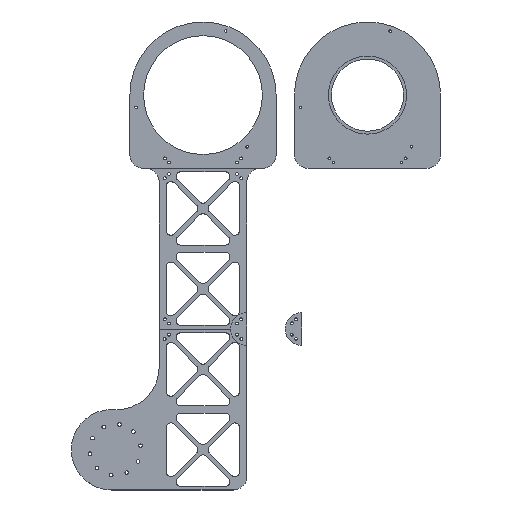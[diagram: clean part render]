
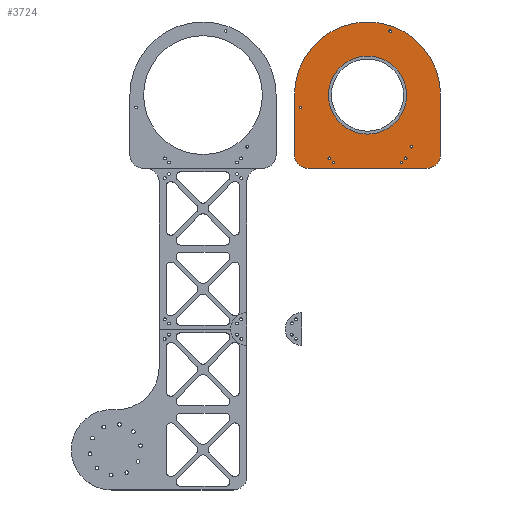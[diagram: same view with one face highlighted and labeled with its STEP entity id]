
A CAD part, top view. The second image highlights one B-rep face of the part: STEP entity #3724.
In plain terms, the highlighted planar face has unit normal (0, 0, 1).
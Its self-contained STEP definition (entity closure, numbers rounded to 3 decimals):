
#126=FACE_BOUND('',#682,.T.);
#127=FACE_BOUND('',#683,.T.);
#128=FACE_BOUND('',#684,.T.);
#129=FACE_BOUND('',#685,.T.);
#130=FACE_BOUND('',#686,.T.);
#131=FACE_BOUND('',#687,.T.);
#132=FACE_BOUND('',#688,.T.);
#133=FACE_BOUND('',#689,.T.);
#220=PLANE('',#4122);
#394=FACE_OUTER_BOUND('',#681,.T.);
#681=EDGE_LOOP('',(#3346,#3347,#3348,#3349,#3350,#3351));
#682=EDGE_LOOP('',(#3352));
#683=EDGE_LOOP('',(#3353));
#684=EDGE_LOOP('',(#3354));
#685=EDGE_LOOP('',(#3355));
#686=EDGE_LOOP('',(#3356));
#687=EDGE_LOOP('',(#3357));
#688=EDGE_LOOP('',(#3358));
#689=EDGE_LOOP('',(#3359));
#1004=LINE('',#6231,#1307);
#1005=LINE('',#6235,#1308);
#1006=LINE('',#6239,#1309);
#1307=VECTOR('',#5166,10.);
#1308=VECTOR('',#5169,10.);
#1309=VECTOR('',#5172,10.);
#1513=CIRCLE('',#4106,42.75);
#1516=CIRCLE('',#4111,1.5);
#1518=CIRCLE('',#4114,1.5);
#1520=CIRCLE('',#4117,1.5);
#1522=CIRCLE('',#4120,1.5);
#1524=CIRCLE('',#4123,15.);
#1525=CIRCLE('',#4124,80.);
#1526=CIRCLE('',#4125,15.);
#1527=CIRCLE('',#4126,1.4);
#1528=CIRCLE('',#4127,1.4);
#1529=CIRCLE('',#4128,1.4);
#1851=VERTEX_POINT('',#6196);
#1854=VERTEX_POINT('',#6205);
#1856=VERTEX_POINT('',#6211);
#1858=VERTEX_POINT('',#6217);
#1860=VERTEX_POINT('',#6223);
#1862=VERTEX_POINT('',#6229);
#1863=VERTEX_POINT('',#6230);
#1864=VERTEX_POINT('',#6232);
#1865=VERTEX_POINT('',#6234);
#1866=VERTEX_POINT('',#6236);
#1867=VERTEX_POINT('',#6238);
#1868=VERTEX_POINT('',#6241);
#1869=VERTEX_POINT('',#6243);
#1870=VERTEX_POINT('',#6245);
#2349=EDGE_CURVE('',#1851,#1851,#1513,.T.);
#2353=EDGE_CURVE('',#1854,#1854,#1516,.T.);
#2356=EDGE_CURVE('',#1856,#1856,#1518,.T.);
#2359=EDGE_CURVE('',#1858,#1858,#1520,.T.);
#2362=EDGE_CURVE('',#1860,#1860,#1522,.T.);
#2365=EDGE_CURVE('',#1862,#1863,#1004,.T.);
#2366=EDGE_CURVE('',#1864,#1862,#1524,.T.);
#2367=EDGE_CURVE('',#1864,#1865,#1005,.T.);
#2368=EDGE_CURVE('',#1865,#1866,#1525,.T.);
#2369=EDGE_CURVE('',#1866,#1867,#1006,.T.);
#2370=EDGE_CURVE('',#1863,#1867,#1526,.T.);
#2371=EDGE_CURVE('',#1868,#1868,#1527,.T.);
#2372=EDGE_CURVE('',#1869,#1869,#1528,.T.);
#2373=EDGE_CURVE('',#1870,#1870,#1529,.T.);
#3346=ORIENTED_EDGE('',*,*,#2365,.F.);
#3347=ORIENTED_EDGE('',*,*,#2366,.F.);
#3348=ORIENTED_EDGE('',*,*,#2367,.T.);
#3349=ORIENTED_EDGE('',*,*,#2368,.T.);
#3350=ORIENTED_EDGE('',*,*,#2369,.T.);
#3351=ORIENTED_EDGE('',*,*,#2370,.F.);
#3352=ORIENTED_EDGE('',*,*,#2349,.T.);
#3353=ORIENTED_EDGE('',*,*,#2353,.T.);
#3354=ORIENTED_EDGE('',*,*,#2356,.T.);
#3355=ORIENTED_EDGE('',*,*,#2359,.T.);
#3356=ORIENTED_EDGE('',*,*,#2362,.T.);
#3357=ORIENTED_EDGE('',*,*,#2371,.T.);
#3358=ORIENTED_EDGE('',*,*,#2372,.T.);
#3359=ORIENTED_EDGE('',*,*,#2373,.T.);
#3724=ADVANCED_FACE('',(#394,#126,#127,#128,#129,#130,#131,#132,#133),#220,
 .T.);
#4106=AXIS2_PLACEMENT_3D('',#6197,#5127,#5128);
#4111=AXIS2_PLACEMENT_3D('',#6206,#5138,#5139);
#4114=AXIS2_PLACEMENT_3D('',#6212,#5145,#5146);
#4117=AXIS2_PLACEMENT_3D('',#6218,#5152,#5153);
#4120=AXIS2_PLACEMENT_3D('',#6224,#5159,#5160);
#4122=AXIS2_PLACEMENT_3D('',#6228,#5164,#5165);
#4123=AXIS2_PLACEMENT_3D('',#6233,#5167,#5168);
#4124=AXIS2_PLACEMENT_3D('',#6237,#5170,#5171);
#4125=AXIS2_PLACEMENT_3D('',#6240,#5173,#5174);
#4126=AXIS2_PLACEMENT_3D('',#6242,#5175,#5176);
#4127=AXIS2_PLACEMENT_3D('',#6244,#5177,#5178);
#4128=AXIS2_PLACEMENT_3D('',#6246,#5179,#5180);
#5127=DIRECTION('center_axis',(0.,0.,-1.));
#5128=DIRECTION('ref_axis',(-1.,0.,0.));
#5138=DIRECTION('center_axis',(0.,0.,-1.));
#5139=DIRECTION('ref_axis',(1.,0.,0.));
#5145=DIRECTION('center_axis',(0.,0.,-1.));
#5146=DIRECTION('ref_axis',(1.,0.,0.));
#5152=DIRECTION('center_axis',(0.,0.,-1.));
#5153=DIRECTION('ref_axis',(-1.,0.,0.));
#5159=DIRECTION('center_axis',(0.,0.,-1.));
#5160=DIRECTION('ref_axis',(-1.,0.,0.));
#5164=DIRECTION('center_axis',(0.,0.,1.));
#5165=DIRECTION('ref_axis',(1.,0.,0.));
#5166=DIRECTION('',(-1.,0.,0.));
#5167=DIRECTION('center_axis',(0.,0.,-1.));
#5168=DIRECTION('ref_axis',(0.707,-0.707,0.));
#5169=DIRECTION('',(0.,1.,0.));
#5170=DIRECTION('center_axis',(0.,0.,1.));
#5171=DIRECTION('ref_axis',(1.,0.,0.));
#5172=DIRECTION('',(0.,-1.,0.));
#5173=DIRECTION('center_axis',(0.,0.,-1.));
#5174=DIRECTION('ref_axis',(-0.707,-0.707,0.));
#5175=DIRECTION('center_axis',(0.,0.,-1.));
#5176=DIRECTION('ref_axis',(0.5,0.866,0.));
#5177=DIRECTION('center_axis',(0.,0.,-1.));
#5178=DIRECTION('ref_axis',(0.5,-0.866,0.));
#5179=DIRECTION('center_axis',(0.,0.,-1.));
#5180=DIRECTION('ref_axis',(-1.,0.,0.));
#6196=CARTESIAN_POINT('',(270.75,436.,10.));
#6197=CARTESIAN_POINT('Origin',(228.,436.,10.));
#6205=CARTESIAN_POINT('',(189.325,362.25,10.));
#6206=CARTESIAN_POINT('Origin',(190.825,362.25,10.));
#6211=CARTESIAN_POINT('',(184.75,366.825,10.));
#6212=CARTESIAN_POINT('Origin',(186.25,366.825,10.));
#6217=CARTESIAN_POINT('',(266.675,362.25,10.));
#6218=CARTESIAN_POINT('Origin',(265.175,362.25,10.));
#6223=CARTESIAN_POINT('',(271.25,366.825,10.));
#6224=CARTESIAN_POINT('Origin',(269.75,366.825,10.));
#6228=CARTESIAN_POINT('Origin',(228.,48.,10.));
#6229=CARTESIAN_POINT('',(293.,356.,10.));
#6230=CARTESIAN_POINT('',(163.,356.,10.));
#6231=CARTESIAN_POINT('',(212.,356.,10.));
#6232=CARTESIAN_POINT('',(308.,371.,10.));
#6233=CARTESIAN_POINT('Origin',(293.,371.,10.));
#6234=CARTESIAN_POINT('',(308.,436.,10.));
#6235=CARTESIAN_POINT('',(308.,516.,10.));
#6236=CARTESIAN_POINT('',(148.,436.,10.));
#6237=CARTESIAN_POINT('Origin',(228.,436.,10.));
#6238=CARTESIAN_POINT('',(148.,371.,10.));
#6239=CARTESIAN_POINT('',(148.,356.,10.));
#6240=CARTESIAN_POINT('Origin',(163.,371.,10.));
#6241=CARTESIAN_POINT('',(154.178,421.288,10.));
#6242=CARTESIAN_POINT('Origin',(154.878,422.5,10.));
#6243=CARTESIAN_POINT('',(252.17,507.288,10.));
#6244=CARTESIAN_POINT('Origin',(252.87,506.075,10.));
#6245=CARTESIAN_POINT('',(277.652,379.424,10.));
#6246=CARTESIAN_POINT('Origin',(276.252,379.424,10.));
